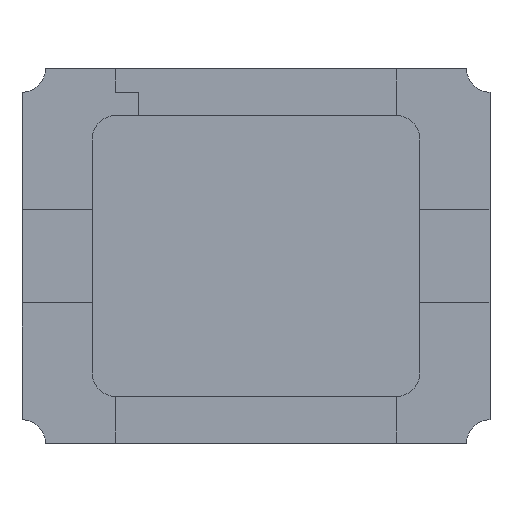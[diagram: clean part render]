
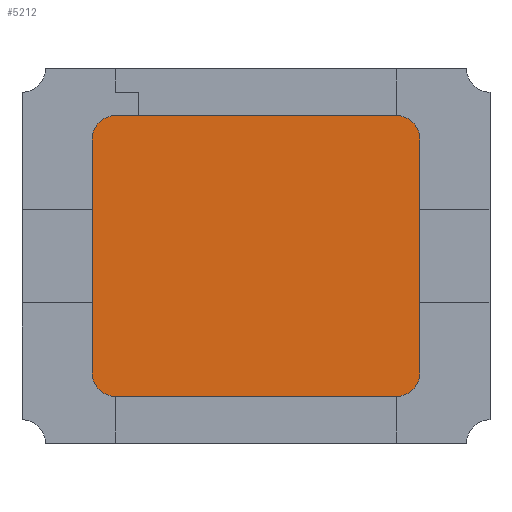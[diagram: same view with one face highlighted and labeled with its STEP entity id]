
A CAD part, front view. The second image highlights one B-rep face of the part: STEP entity #5212.
In plain terms, the highlighted planar face has unit normal (0, -1, 0).
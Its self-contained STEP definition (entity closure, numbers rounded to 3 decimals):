
#1102 = AXIS2_PLACEMENT_3D ( 'NONE', #5514, #5515, #5516 ) ;
#1119 = AXIS2_PLACEMENT_3D ( 'NONE', #5457, #5512, #5513 ) ;
#1726 = EDGE_LOOP ( 'NONE', ( #1928, #1927, #1921, #8376, #8377, #8378, #8379, #8380 ) ) ;
#1921 = ORIENTED_EDGE ( 'NONE', *, *, #5051, .T. ) ;
#1927 = ORIENTED_EDGE ( 'NONE', *, *, #5053, .T. ) ;
#1928 = ORIENTED_EDGE ( 'NONE', *, *, #5045, .T. ) ;
#2496 = FACE_OUTER_BOUND ( 'NONE', #1726, .T. ) ;
#2499 = AXIS2_PLACEMENT_3D ( 'NONE', #4157, #4158, #4159 ) ;
#2557 = CIRCLE ( 'NONE', #1119, 0.1 ) ;
#2562 = CIRCLE ( 'NONE', #1102, 0.1 ) ;
#3476 = DIRECTION ( 'NONE',  ( 0., 0., -1. ) ) ;
#3477 = DIRECTION ( 'NONE',  ( 0., -1., 0. ) ) ;
#3478 = CARTESIAN_POINT ( 'NONE',  ( 0.6, 0., 0.5 ) ) ;
#3479 = DIRECTION ( 'NONE',  ( 0., 0., -1. ) ) ;
#3480 = DIRECTION ( 'NONE',  ( 0., -1., 0. ) ) ;
#3484 = DIRECTION ( 'NONE',  ( 0., 0., 1. ) ) ;
#3485 = CARTESIAN_POINT ( 'NONE',  ( 0.7, 0., 0.6 ) ) ;
#3486 = LINE ( 'NONE', #3485, #7003 ) ;
#3493 = DIRECTION ( 'NONE',  ( -1., 0., 0. ) ) ;
#3494 = CARTESIAN_POINT ( 'NONE',  ( -0.7, 0., 0.6 ) ) ;
#3495 = LINE ( 'NONE', #3494, #6999 ) ;
#3502 = DIRECTION ( 'NONE',  ( 1., 0., 0. ) ) ;
#3503 = CARTESIAN_POINT ( 'NONE',  ( -0.7, 0., -0.6 ) ) ;
#3504 = LINE ( 'NONE', #3503, #6996 ) ;
#3511 = DIRECTION ( 'NONE',  ( 0., 0., -1. ) ) ;
#3512 = CARTESIAN_POINT ( 'NONE',  ( -0.7, 0., 0.6 ) ) ;
#3513 = LINE ( 'NONE', #3512, #6993 ) ;
#3517 = CARTESIAN_POINT ( 'NONE',  ( 0.6, 0., -0.5 ) ) ;
#4042 = CIRCLE ( 'NONE', #7001, 0.1 ) ;
#4043 = CIRCLE ( 'NONE', #6990, 0.1 ) ;
#4156 = PLANE ( 'NONE',  #2499 ) ;
#4157 = CARTESIAN_POINT ( 'NONE',  ( -0.7, 0., -0.6 ) ) ;
#4158 = DIRECTION ( 'NONE',  ( 0., -1., 0. ) ) ;
#4159 = DIRECTION ( 'NONE',  ( 0., 0., -1. ) ) ;
#4753 = CARTESIAN_POINT ( 'NONE',  ( 0.6, 0., -0.6 ) ) ;
#4830 = CARTESIAN_POINT ( 'NONE',  ( 0.6, 0., 0.6 ) ) ;
#4904 = CARTESIAN_POINT ( 'NONE',  ( -0.7, 0., -0.5 ) ) ;
#4909 = CARTESIAN_POINT ( 'NONE',  ( 0.7, 0., 0.5 ) ) ;
#4910 = CARTESIAN_POINT ( 'NONE',  ( -0.6, 0., 0.6 ) ) ;
#4931 = CARTESIAN_POINT ( 'NONE',  ( -0.6, 0., -0.6 ) ) ;
#4940 = CARTESIAN_POINT ( 'NONE',  ( -0.7, 0., 0.5 ) ) ;
#4943 = CARTESIAN_POINT ( 'NONE',  ( 0.7, 0., -0.5 ) ) ;
#5042 = EDGE_CURVE ( 'NONE', #8272, #8236, #3513, .T. ) ;
#5045 = EDGE_CURVE ( 'NONE', #8263, #8030, #3504, .T. ) ;
#5048 = EDGE_CURVE ( 'NONE', #8109, #8242, #3495, .T. ) ;
#5051 = EDGE_CURVE ( 'NONE', #8275, #8241, #3486, .T. ) ;
#5053 = EDGE_CURVE ( 'NONE', #8030, #8275, #4042, .T. ) ;
#5054 = EDGE_CURVE ( 'NONE', #8241, #8109, #4043, .T. ) ;
#5212 = ADVANCED_FACE ( 'NONE', ( #2496 ), #4156, .T. ) ;
#5457 = CARTESIAN_POINT ( 'NONE',  ( -0.6, 0., 0.5 ) ) ;
#5512 = DIRECTION ( 'NONE',  ( 0., -1., 0. ) ) ;
#5513 = DIRECTION ( 'NONE',  ( 0., 0., -1. ) ) ;
#5514 = CARTESIAN_POINT ( 'NONE',  ( -0.6, 0., -0.5 ) ) ;
#5515 = DIRECTION ( 'NONE',  ( 0., -1., 0. ) ) ;
#5516 = DIRECTION ( 'NONE',  ( 0., 0., -1. ) ) ;
#6990 = AXIS2_PLACEMENT_3D ( 'NONE', #3478, #3477, #3476 ) ;
#6993 = VECTOR ( 'NONE', #3511, 1000. ) ;
#6996 = VECTOR ( 'NONE', #3502, 1000. ) ;
#6999 = VECTOR ( 'NONE', #3493, 1000. ) ;
#7001 = AXIS2_PLACEMENT_3D ( 'NONE', #3517, #3480, #3479 ) ;
#7003 = VECTOR ( 'NONE', #3484, 1000. ) ;
#8030 = VERTEX_POINT ( 'NONE', #4753 ) ;
#8109 = VERTEX_POINT ( 'NONE', #4830 ) ;
#8236 = VERTEX_POINT ( 'NONE', #4904 ) ;
#8241 = VERTEX_POINT ( 'NONE', #4909 ) ;
#8242 = VERTEX_POINT ( 'NONE', #4910 ) ;
#8263 = VERTEX_POINT ( 'NONE', #4931 ) ;
#8272 = VERTEX_POINT ( 'NONE', #4940 ) ;
#8275 = VERTEX_POINT ( 'NONE', #4943 ) ;
#8376 = ORIENTED_EDGE ( 'NONE', *, *, #5054, .T. ) ;
#8377 = ORIENTED_EDGE ( 'NONE', *, *, #5048, .T. ) ;
#8378 = ORIENTED_EDGE ( 'NONE', *, *, #8503, .T. ) ;
#8379 = ORIENTED_EDGE ( 'NONE', *, *, #5042, .T. ) ;
#8380 = ORIENTED_EDGE ( 'NONE', *, *, #8504, .T. ) ;
#8503 = EDGE_CURVE ( 'NONE', #8242, #8272, #2557, .T. ) ;
#8504 = EDGE_CURVE ( 'NONE', #8236, #8263, #2562, .T. ) ;
